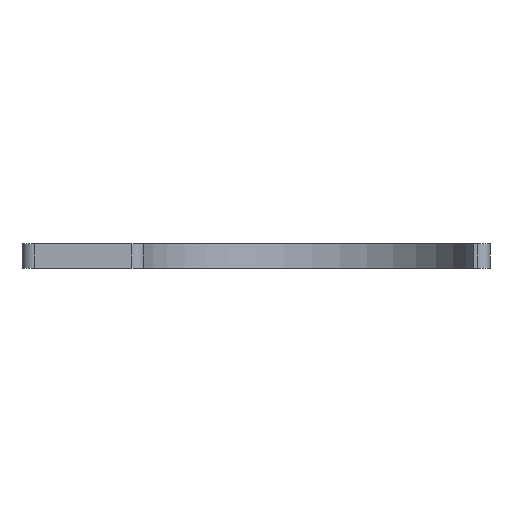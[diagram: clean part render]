
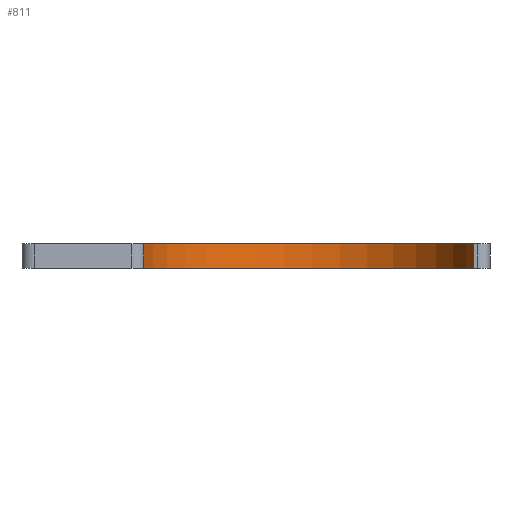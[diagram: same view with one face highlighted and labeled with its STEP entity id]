
A CAD part, front view. The second image highlights one B-rep face of the part: STEP entity #811.
In plain terms, the highlighted cylindrical face has radius 14 mm (diameter 28 mm), a partial arc.
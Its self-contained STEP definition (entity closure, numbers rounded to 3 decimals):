
#70 = AXIS2_PLACEMENT_3D ( 'NONE', #688, #951, #863 ) ;
#115 = LINE ( 'NONE', #693, #1111 ) ;
#127 = EDGE_CURVE ( 'NONE', #740, #452, #526, .T. ) ;
#136 = DIRECTION ( 'NONE',  ( 0., 0., -1. ) ) ;
#147 = AXIS2_PLACEMENT_3D ( 'NONE', #947, #769, #513 ) ;
#212 = VERTEX_POINT ( 'NONE', #482 ) ;
#351 = FACE_OUTER_BOUND ( 'NONE', #899, .T. ) ;
#357 = DIRECTION ( 'NONE',  ( 0., 0., -1. ) ) ;
#398 = EDGE_CURVE ( 'NONE', #740, #212, #508, .T. ) ;
#448 = CARTESIAN_POINT ( 'NONE',  ( 12.675, -17., 0. ) ) ;
#452 = VERTEX_POINT ( 'NONE', #698 ) ;
#476 = CIRCLE ( 'NONE', #701, 14. ) ;
#482 = CARTESIAN_POINT ( 'NONE',  ( 12.675, -17., 2. ) ) ;
#508 = CIRCLE ( 'NONE', #147, 14. ) ;
#513 = DIRECTION ( 'NONE',  ( 1., 0., 0. ) ) ;
#526 = LINE ( 'NONE', #869, #1012 ) ;
#549 = ORIENTED_EDGE ( 'NONE', *, *, #398, .F. ) ;
#586 = ORIENTED_EDGE ( 'NONE', *, *, #665, .T. ) ;
#609 = CYLINDRICAL_SURFACE ( 'NONE', #70, 14. ) ;
#615 = DIRECTION ( 'NONE',  ( 0., 0., -1. ) ) ;
#665 = EDGE_CURVE ( 'NONE', #452, #938, #476, .T. ) ;
#688 = CARTESIAN_POINT ( 'NONE',  ( -1., -20., 2. ) ) ;
#693 = CARTESIAN_POINT ( 'NONE',  ( 12.675, -17., 2. ) ) ;
#698 = CARTESIAN_POINT ( 'NONE',  ( -14.493, -16.267, 0. ) ) ;
#701 = AXIS2_PLACEMENT_3D ( 'NONE', #1010, #136, #929 ) ;
#740 = VERTEX_POINT ( 'NONE', #758 ) ;
#758 = CARTESIAN_POINT ( 'NONE',  ( -14.493, -16.267, 2. ) ) ;
#769 = DIRECTION ( 'NONE',  ( 0., 0., -1. ) ) ;
#811 = ADVANCED_FACE ( 'NONE', ( #351 ), #609, .F. ) ;
#863 = DIRECTION ( 'NONE',  ( -1., 0., 0. ) ) ;
#869 = CARTESIAN_POINT ( 'NONE',  ( -14.493, -16.267, 2. ) ) ;
#874 = ORIENTED_EDGE ( 'NONE', *, *, #887, .F. ) ;
#887 = EDGE_CURVE ( 'NONE', #212, #938, #115, .T. ) ;
#899 = EDGE_LOOP ( 'NONE', ( #549, #969, #586, #874 ) ) ;
#929 = DIRECTION ( 'NONE',  ( 1., 0., 0. ) ) ;
#938 = VERTEX_POINT ( 'NONE', #448 ) ;
#947 = CARTESIAN_POINT ( 'NONE',  ( -1., -20., 2. ) ) ;
#951 = DIRECTION ( 'NONE',  ( 0., 0., -1. ) ) ;
#969 = ORIENTED_EDGE ( 'NONE', *, *, #127, .T. ) ;
#1010 = CARTESIAN_POINT ( 'NONE',  ( -1., -20., 0. ) ) ;
#1012 = VECTOR ( 'NONE', #357, 1000. ) ;
#1111 = VECTOR ( 'NONE', #615, 1000. ) ;
